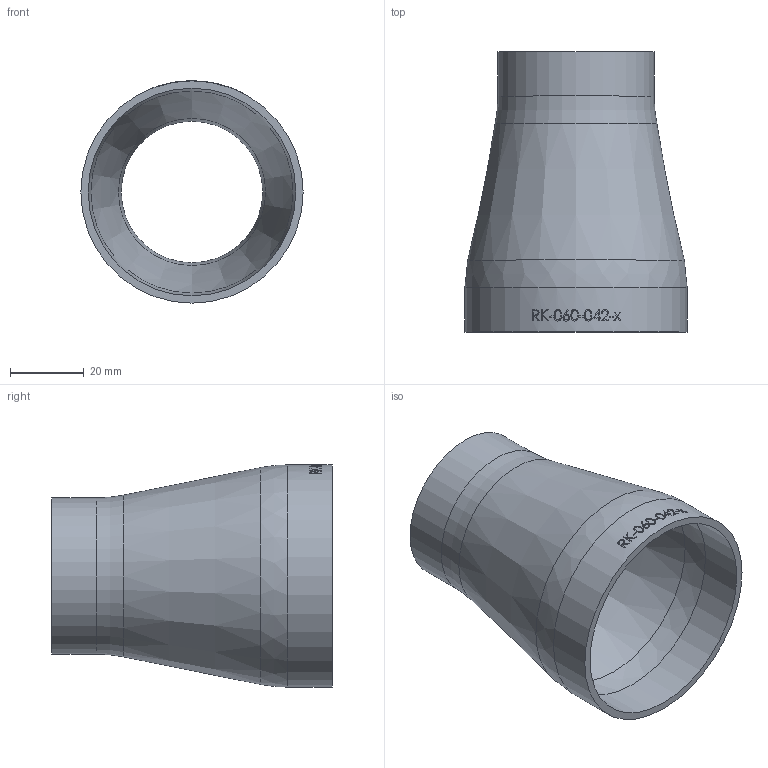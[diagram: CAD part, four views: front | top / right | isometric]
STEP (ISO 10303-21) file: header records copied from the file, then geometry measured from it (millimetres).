
FILE_DESCRIPTION (( 'STEP AP214' ), '1' );
FILE_NAME ('RK-060-042-x Reduzierung 60,3x42,4x2,0x2,0 BL76 1909.STEP', '2019-09-09T13:29:37', ( '' ), ( '' ), 'SwSTEP 2.0', 'SolidWorks 2016', '' );
FILE_SCHEMA (( 'AUTOMOTIVE_DESIGN' ));
Length unit declared in the file: millimetre
Products named in the file (1): RK-060-042-x Reduzierung 60,3x42,4x2,0x2,0 BL76 1909
Bounding box: 60.3 x 76 x 60.3 mm (x, y, z)
Volume: 23823 mm3; surface area: 24442.2 mm2
Topology: 1 solids, 1 shells, 145 faces, 367 edges, 242 vertices
Faces by surface type: bspline 69, plane 48, cylinder 22, torus 4, cone 2
Full cylindrical faces by diameter (mm): 38.4 x1, 42.4 x1, 56.3 x1, 60.3 x1
Entity records: 14052 total; most frequent: CARTESIAN_POINT 9736, ORIENTED_EDGE 714, DIRECTION 358, EDGE_CURVE 357, VERTEX_POINT 242, B_SPLINE_CURVE_WITH_KNOTS 221, EDGE_LOOP 175, FACE_OUTER_BOUND 153
